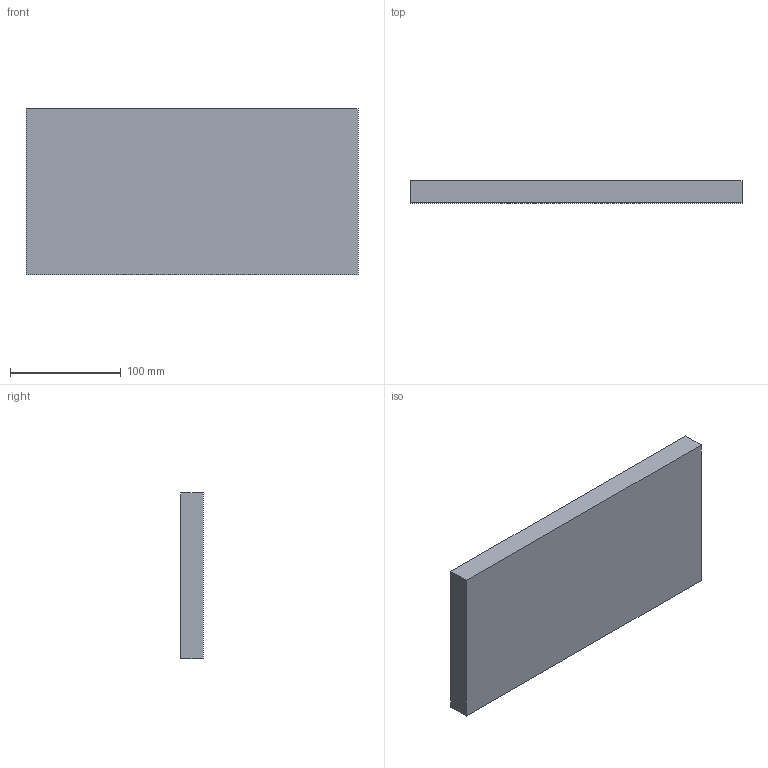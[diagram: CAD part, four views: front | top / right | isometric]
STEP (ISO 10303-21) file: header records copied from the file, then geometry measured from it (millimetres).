
FILE_DESCRIPTION (( 'STEP AP214' ), '1' );
FILE_NAME ('Trace_MDX_practice plate.STEP', '2021-10-18T12:28:38', ( '' ), ( '' ), 'SwSTEP 2.0', 'SolidWorks 2017', '' );
FILE_SCHEMA (( 'AUTOMOTIVE_DESIGN' ));
Length unit declared in the file: millimetre
Products named in the file (1): Trace_MDX_practice plate
Bounding box: 300 x 20 x 150 mm (x, y, z)
Volume: 774149.5 mm3; surface area: 122126.9 mm2
Topology: 1 solids, 1 shells, 51 faces, 129 edges, 86 vertices
Faces by surface type: plane 34, bspline 17
Entity records: 2579 total; most frequent: CARTESIAN_POINT 1428, ORIENTED_EDGE 258, DIRECTION 165, EDGE_CURVE 129, VECTOR 95, LINE 95, VERTEX_POINT 86, EDGE_LOOP 57
